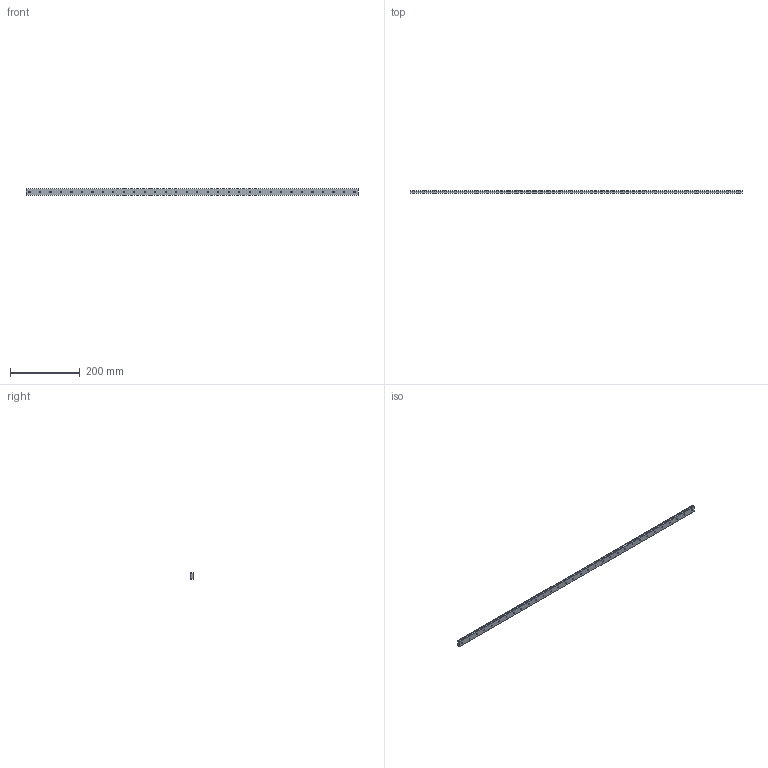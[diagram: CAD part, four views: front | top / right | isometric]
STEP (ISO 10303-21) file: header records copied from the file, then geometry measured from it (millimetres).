
FILE_DESCRIPTION (( 'STEP AP214' ), '1' );
FILE_NAME ('SRS9WSSS-950LM_G10_0_0_0_0_0_1.STEP', '2021-08-09T10:47:43', ( '' ), ( '' ), 'SwSTEP 2.0', 'SolidWorks 2021', '' );
FILE_SCHEMA (( 'AUTOMOTIVE_DESIGN' ));
Length unit declared in the file: millimetre
Products named in the file (2): _SRS9WS95010 Track; SRS9WSSS-950LM_G10_0_0_0_0_0_1
Assembly tree (1 placements, depth 2):
  SRS9WSSS-950LM_G10_0_0_0_0_0_1
    _SRS9WS95010 Track
Bounding box: 950 x 7.5 x 18 mm (x, y, z)
Volume: 121745.1 mm3; surface area: 51940.9 mm2
Topology: 1 solids, 1 shells, 179 faces, 435 edges, 290 vertices
Faces by surface type: cylinder 135, plane 44
Entity records: 5593 total; most frequent: DIRECTION 1071, CARTESIAN_POINT 908, ORIENTED_EDGE 870, AXIS2_PLACEMENT_3D 453, EDGE_CURVE 435, VERTEX_POINT 290, EDGE_LOOP 275, CIRCLE 270
